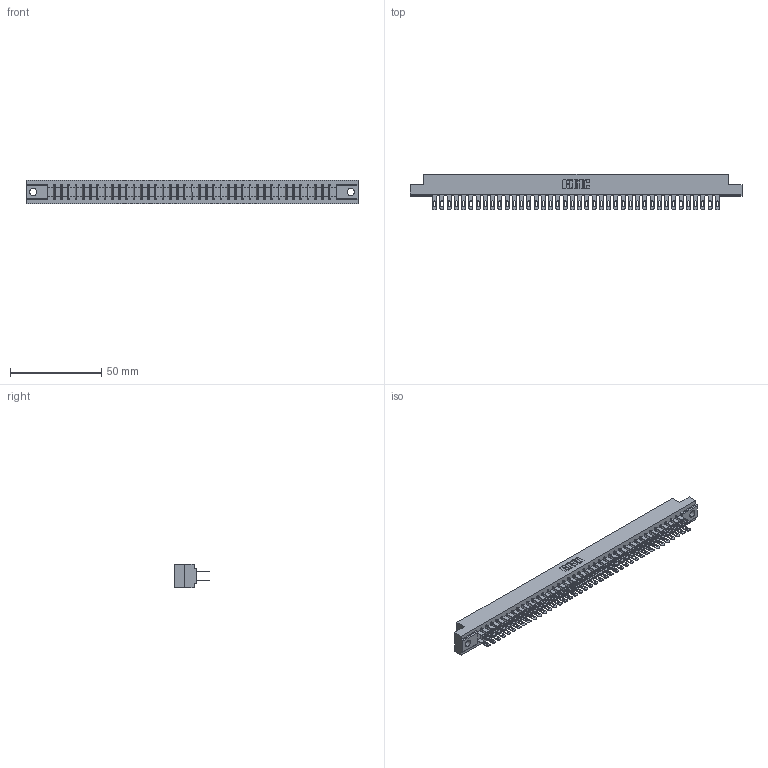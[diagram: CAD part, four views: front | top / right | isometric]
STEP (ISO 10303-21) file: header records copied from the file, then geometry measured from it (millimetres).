
FILE_DESCRIPTION (( 'STEP AP203' ), '1' );
FILE_NAME ('307-080-500-204.STEP', '2019-09-06T23:28:11', ( '' ), ( '' ), 'SwSTEP 2.0', 'SolidWorks 2016', '' );
FILE_SCHEMA (( 'CONFIG_CONTROL_DESIGN' ));
Length unit declared in the file: inch
Products named in the file (3): 307-080-500-204; 307 Part_.156 Dia Mounting Holes; 307-290-001_500
Assembly tree (81 placements, depth 2):
  307-080-500-204
    307 Part_.156 Dia Mounting Holes
    307-290-001_500  x80
Bounding box: 181.51 x 19.18 x 12.7 mm (x, y, z)
Volume: 19410.4 mm3; surface area: 24816 mm2
Topology: 81 solids, 81 shells, 3853 faces, 10759 edges, 6954 vertices
Faces by surface type: plane 2484, cylinder 1287, sphere 82
Entity records: 36210 total; most frequent: CARTESIAN_POINT 5926, ORIENTED_EDGE 5870, DIRECTION 5799, EDGE_CURVE 2935, LINE 2257, VECTOR 2257, VERTEX_POINT 1898, AXIS2_PLACEMENT_3D 1771
